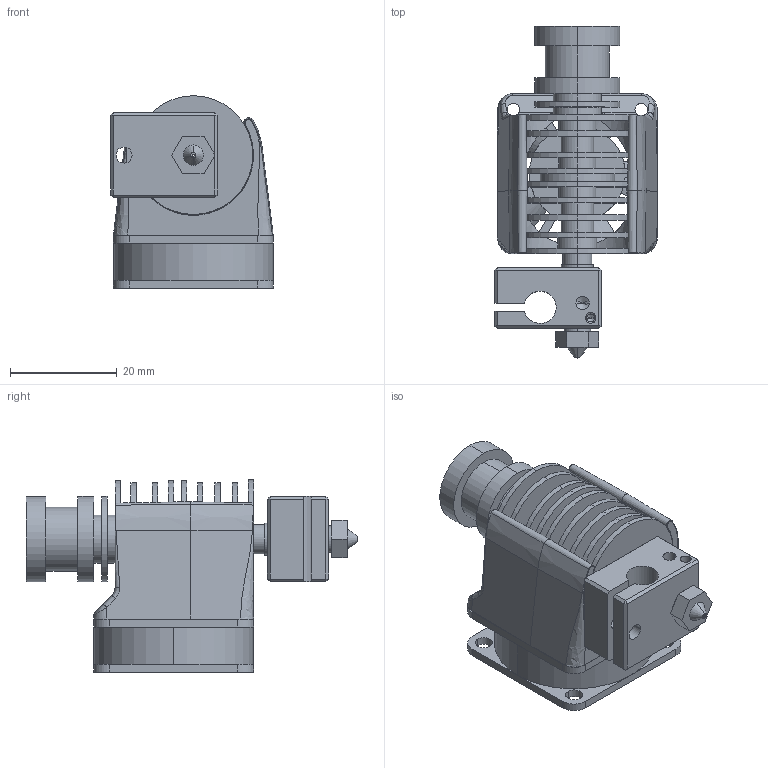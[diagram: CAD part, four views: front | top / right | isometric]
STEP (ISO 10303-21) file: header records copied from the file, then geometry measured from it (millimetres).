
FILE_DESCRIPTION (( 'STEP AP214' ), '1' );
FILE_NAME ('e3d Lite6.STEP', '2016-01-12T22:59:17', ( '' ), ( '' ), 'SwSTEP 2.0', 'SolidWorks 2014', '' );
FILE_SCHEMA (( 'AUTOMOTIVE_DESIGN' ));
Length unit declared in the file: millimetre
Products named in the file (7): e3d Lite6; Nozzle 0.4mm_Standard; Fan-House-30x30x10-Promoco_Fan-House-KDE0503PFB3-Promoco; Fan-30x30x10-Promoco_Fan-KDE0503PFB3-Promoco; E3D Heatsink_Standard; Heat Block_Standard; E3D-v6 Fan Duct
Assembly tree (6 placements, depth 2):
  e3d Lite6
    E3D Heatsink_Standard
    Heat Block_Standard
    Nozzle 0.4mm_Standard
    Fan-30x30x10-Promoco_Fan-KDE0503PFB3-Promoco
    Fan-House-30x30x10-Promoco_Fan-House-KDE0503PFB3-Promoco
    E3D-v6 Fan Duct
Bounding box: 30.5 x 62.3 x 36.15 mm (x, y, z)
Volume: 16228.7 mm3; surface area: 19863.6 mm2
Topology: 6 solids, 6 shells, 365 faces, 873 edges, 545 vertices
Faces by surface type: cylinder 140, plane 126, cone 44, bspline 37, sphere 16, torus 2
Entity records: 14201 total; most frequent: CARTESIAN_POINT 5790, ORIENTED_EDGE 1738, DIRECTION 1584, EDGE_CURVE 869, AXIS2_PLACEMENT_3D 606, VERTEX_POINT 545, EDGE_LOOP 432, LINE 372
